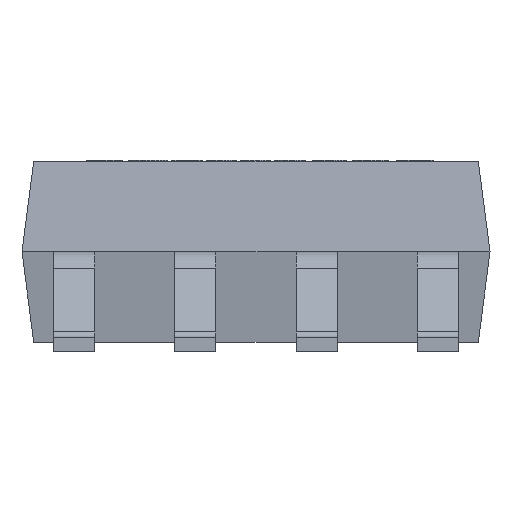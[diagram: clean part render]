
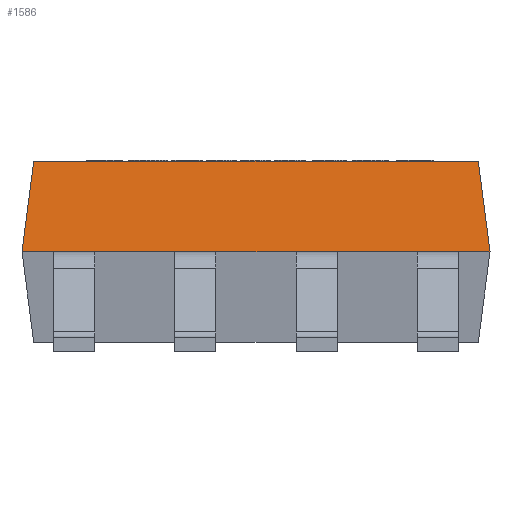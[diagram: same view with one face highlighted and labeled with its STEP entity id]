
A CAD part, left-side view. The second image highlights one B-rep face of the part: STEP entity #1586.
In plain terms, the highlighted free-form (B-spline) face has degree [1, 1] with [2, 2] control points.
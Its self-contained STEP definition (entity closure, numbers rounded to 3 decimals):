
#24 = VERTEX_POINT('',#25);
#25 = CARTESIAN_POINT('',(-2.518,-2.33,2.));
#31 = EDGE_CURVE('',#24,#32,#34,.T.);
#32 = VERTEX_POINT('',#33);
#33 = CARTESIAN_POINT('',(-2.518,2.33,2.));
#34 = LINE('',#35,#36);
#35 = CARTESIAN_POINT('',(-2.518,-2.33,2.));
#36 = VECTOR('',#37,1.);
#37 = DIRECTION('',(0.,1.,0.));
#1475 = EDGE_CURVE('',#24,#1476,#1478,.T.);
#1476 = VERTEX_POINT('',#1477);
#1477 = CARTESIAN_POINT('',(-2.65,-2.453,1.05));
#1478 = B_SPLINE_CURVE_WITH_KNOTS('',1,(#1479,#1480),.UNSPECIFIED.,.F.,
  .F.,(2,2),(0.,1.),.PIECEWISE_BEZIER_KNOTS.);
#1479 = CARTESIAN_POINT('',(-2.518,-2.33,2.));
#1480 = CARTESIAN_POINT('',(-2.65,-2.453,1.05));
#1586 = ADVANCED_FACE('',(#1587),#1668,.T.);
#1587 = FACE_BOUND('',#1588,.T.);
#1588 = EDGE_LOOP('',(#1589,#1590,#1597,#1605,#1613,#1621,#1629,#1637,
    #1645,#1653,#1661,#1667));
#1589 = ORIENTED_EDGE('',*,*,#31,.T.);
#1590 = ORIENTED_EDGE('',*,*,#1591,.T.);
#1591 = EDGE_CURVE('',#32,#1592,#1594,.T.);
#1592 = VERTEX_POINT('',#1593);
#1593 = CARTESIAN_POINT('',(-2.65,2.453,1.05));
#1594 = B_SPLINE_CURVE_WITH_KNOTS('',1,(#1595,#1596),.UNSPECIFIED.,.F.,
  .F.,(2,2),(0.,1.),.PIECEWISE_BEZIER_KNOTS.);
#1595 = CARTESIAN_POINT('',(-2.518,2.33,2.));
#1596 = CARTESIAN_POINT('',(-2.65,2.453,1.05));
#1597 = ORIENTED_EDGE('',*,*,#1598,.F.);
#1598 = EDGE_CURVE('',#1599,#1592,#1601,.T.);
#1599 = VERTEX_POINT('',#1600);
#1600 = CARTESIAN_POINT('',(-2.65,2.12,1.05));
#1601 = LINE('',#1602,#1603);
#1602 = CARTESIAN_POINT('',(-2.65,-2.453,1.05));
#1603 = VECTOR('',#1604,1.);
#1604 = DIRECTION('',(0.,1.,0.));
#1605 = ORIENTED_EDGE('',*,*,#1606,.F.);
#1606 = EDGE_CURVE('',#1607,#1599,#1609,.T.);
#1607 = VERTEX_POINT('',#1608);
#1608 = CARTESIAN_POINT('',(-2.65,1.69,1.05));
#1609 = LINE('',#1610,#1611);
#1610 = CARTESIAN_POINT('',(-2.65,-2.453,1.05));
#1611 = VECTOR('',#1612,1.);
#1612 = DIRECTION('',(0.,1.,0.));
#1613 = ORIENTED_EDGE('',*,*,#1614,.F.);
#1614 = EDGE_CURVE('',#1615,#1607,#1617,.T.);
#1615 = VERTEX_POINT('',#1616);
#1616 = CARTESIAN_POINT('',(-2.65,0.85,1.05));
#1617 = LINE('',#1618,#1619);
#1618 = CARTESIAN_POINT('',(-2.65,-2.453,1.05));
#1619 = VECTOR('',#1620,1.);
#1620 = DIRECTION('',(0.,1.,0.));
#1621 = ORIENTED_EDGE('',*,*,#1622,.F.);
#1622 = EDGE_CURVE('',#1623,#1615,#1625,.T.);
#1623 = VERTEX_POINT('',#1624);
#1624 = CARTESIAN_POINT('',(-2.65,0.42,1.05));
#1625 = LINE('',#1626,#1627);
#1626 = CARTESIAN_POINT('',(-2.65,-2.453,1.05));
#1627 = VECTOR('',#1628,1.);
#1628 = DIRECTION('',(0.,1.,0.));
#1629 = ORIENTED_EDGE('',*,*,#1630,.F.);
#1630 = EDGE_CURVE('',#1631,#1623,#1633,.T.);
#1631 = VERTEX_POINT('',#1632);
#1632 = CARTESIAN_POINT('',(-2.65,-0.42,1.05));
#1633 = LINE('',#1634,#1635);
#1634 = CARTESIAN_POINT('',(-2.65,-2.453,1.05));
#1635 = VECTOR('',#1636,1.);
#1636 = DIRECTION('',(0.,1.,0.));
#1637 = ORIENTED_EDGE('',*,*,#1638,.F.);
#1638 = EDGE_CURVE('',#1639,#1631,#1641,.T.);
#1639 = VERTEX_POINT('',#1640);
#1640 = CARTESIAN_POINT('',(-2.65,-0.85,1.05));
#1641 = LINE('',#1642,#1643);
#1642 = CARTESIAN_POINT('',(-2.65,-2.453,1.05));
#1643 = VECTOR('',#1644,1.);
#1644 = DIRECTION('',(0.,1.,0.));
#1645 = ORIENTED_EDGE('',*,*,#1646,.F.);
#1646 = EDGE_CURVE('',#1647,#1639,#1649,.T.);
#1647 = VERTEX_POINT('',#1648);
#1648 = CARTESIAN_POINT('',(-2.65,-1.69,1.05));
#1649 = LINE('',#1650,#1651);
#1650 = CARTESIAN_POINT('',(-2.65,-2.453,1.05));
#1651 = VECTOR('',#1652,1.);
#1652 = DIRECTION('',(0.,1.,0.));
#1653 = ORIENTED_EDGE('',*,*,#1654,.F.);
#1654 = EDGE_CURVE('',#1655,#1647,#1657,.T.);
#1655 = VERTEX_POINT('',#1656);
#1656 = CARTESIAN_POINT('',(-2.65,-2.12,1.05));
#1657 = LINE('',#1658,#1659);
#1658 = CARTESIAN_POINT('',(-2.65,-2.453,1.05));
#1659 = VECTOR('',#1660,1.);
#1660 = DIRECTION('',(0.,1.,0.));
#1661 = ORIENTED_EDGE('',*,*,#1662,.F.);
#1662 = EDGE_CURVE('',#1476,#1655,#1663,.T.);
#1663 = LINE('',#1664,#1665);
#1664 = CARTESIAN_POINT('',(-2.65,-2.453,1.05));
#1665 = VECTOR('',#1666,1.);
#1666 = DIRECTION('',(0.,1.,0.));
#1667 = ORIENTED_EDGE('',*,*,#1475,.F.);
#1668 = B_SPLINE_SURFACE_WITH_KNOTS('',1,1,(
    (#1669,#1670)
    ,(#1671,#1672
    )),.UNSPECIFIED.,.F.,.F.,.F.,(2,2),(2,2),(0.,4.905),(0.,1.),
  .PIECEWISE_BEZIER_KNOTS.);
#1669 = CARTESIAN_POINT('',(-2.518,-2.33,2.));
#1670 = CARTESIAN_POINT('',(-2.65,-2.453,1.05));
#1671 = CARTESIAN_POINT('',(-2.518,2.33,2.));
#1672 = CARTESIAN_POINT('',(-2.65,2.453,1.05));
